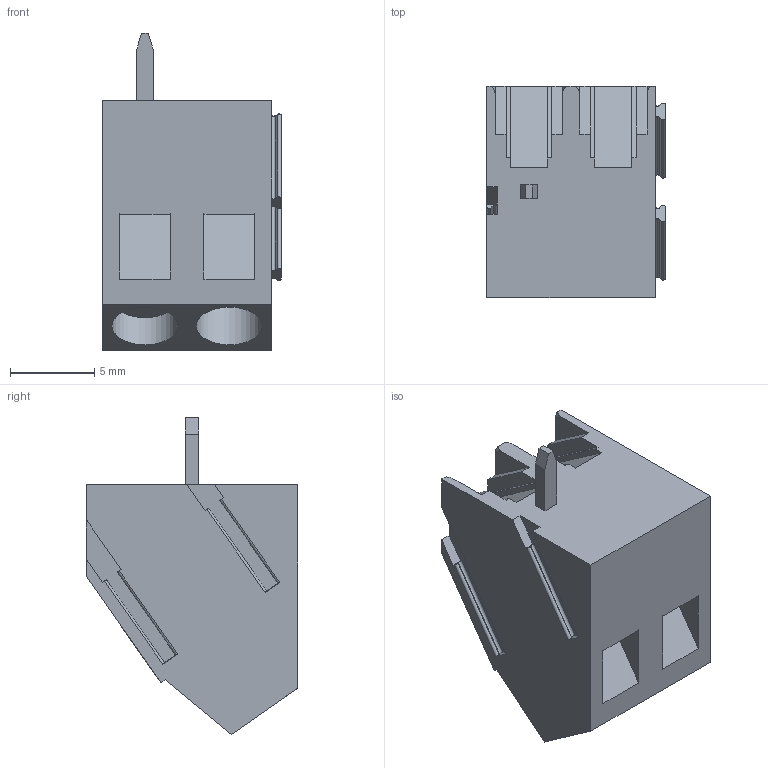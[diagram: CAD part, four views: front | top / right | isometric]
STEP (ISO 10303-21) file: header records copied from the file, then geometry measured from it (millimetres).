
FILE_DESCRIPTION( ( 'STEP AP203' ), '1' );
FILE_NAME( 'MVS151-10-IT.stp', ' ', ( ' ' ), ( ' ' ), 'PSStep 15.0.49', 'VISI 20.0', ' ' );
FILE_SCHEMA( ( 'AUTOMOTIVE_DESIGN { 1 0 10303 214 1 1 1 1 }' ) );
Length unit declared in the file: millimetre
Products named in the file (1): 1
Bounding box: 10.58 x 12.5 x 18.8 mm (x, y, z)
Volume: 1208.6 mm3; surface area: 1093.3 mm2
Topology: 1 solids, 1 shells, 120 faces, 320 edges, 212 vertices
Faces by surface type: plane 97, cylinder 23
Full cylindrical faces by diameter (mm): 3.7 x1, 3.9 x2
Entity records: 4658 total; most frequent: CARTESIAN_POINT 648, ORIENTED_EDGE 632, DIRECTION 611, EDGE_CURVE 316, LINE 263, VECTOR 263, VERTEX_POINT 211, AXIS2_PLACEMENT_3D 174
